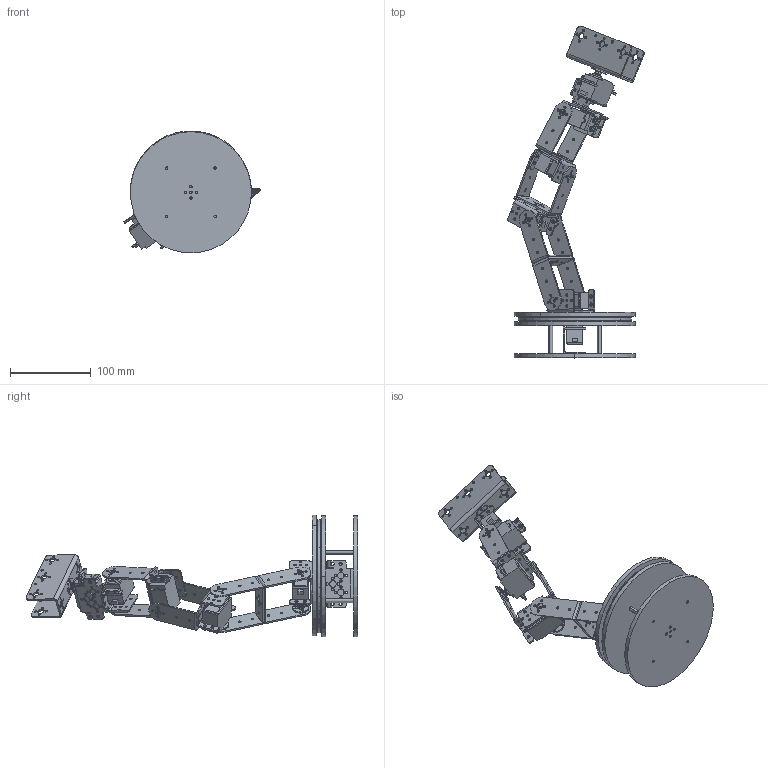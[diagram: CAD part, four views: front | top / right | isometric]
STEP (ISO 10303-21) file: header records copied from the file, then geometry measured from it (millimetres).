
FILE_DESCRIPTION (( 'STEP AP214' ), '1' );
FILE_NAME ('Manipulador_6R.STEP', '2020-06-11T22:51:23', ( '' ), ( '' ), 'SwSTEP 2.0', 'SolidWorks 2020', '' );
FILE_SCHEMA (( 'AUTOMOTIVE_DESIGN' ));
Length unit declared in the file: millimetre
Products named in the file (21): rodamiento; Servo_SG_5010.iam; Servo_con_Bracket; Balinera; Manipulador_6R; Servo Bracket - Long U_D‚faut; Servo Mount - Horn Frame_D‚faut; Base_Rodamiento; Base; Superior rodamiento; Servo.ipt; Separadores; Servo Bracket - U Shaped_D‚faut; Servo Bracket - U Shaped bis_D‚faut
Assembly tree (75 placements, depth 4):
  Manipulador_6R
    Balinera  x35
    rodamiento
    Base_Rodamiento
    Servo Bracket - U Shaped_D‚faut  x2
    Servo.ipt
    Base
    Servo Mount - Horn Frame_D‚faut  x6
    Separadores  x4
    Superior rodamiento
    Servo_SG_5010.iam
      Servo.ipt
    Servo Bracket - U Shaped bis_D‚faut  x4
    Servo_con_Bracket
      Servo Bracket - U Shaped_D‚faut
      Servo_SG_5010.iam
        Servo.ipt
    Servo_con_Bracket
      Servo Bracket - U Shaped_D‚faut
      Servo_SG_5010.iam
        Servo.ipt
    Servo_con_Bracket
      Servo Bracket - U Shaped_D‚faut
      Servo_SG_5010.iam
        Servo.ipt
    Servo_con_Bracket
      Servo Bracket - U Shaped_D‚faut
      Servo_SG_5010.iam
        Servo.ipt
    Servo Bracket - Long U_D‚faut
Bounding box: 168.79 x 410.9 x 150.77 mm (x, y, z)
Volume: 515131.6 mm3; surface area: 276490.1 mm2
Topology: 66 solids, 66 shells, 2644 faces, 7359 edges, 4797 vertices
Faces by surface type: cylinder 1386, plane 1124, sphere 70, torus 52, cone 12
Entity records: 23839 total; most frequent: DIRECTION 4289, CARTESIAN_POINT 3878, ORIENTED_EDGE 3740, EDGE_CURVE 1870, AXIS2_PLACEMENT_3D 1664, VERTEX_POINT 1221, EDGE_LOOP 1017, LINE 961
